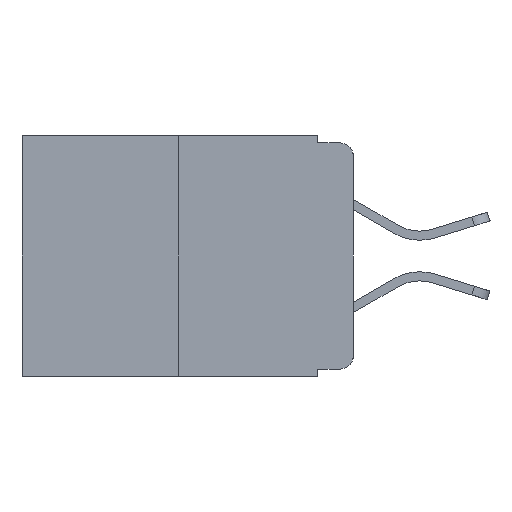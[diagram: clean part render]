
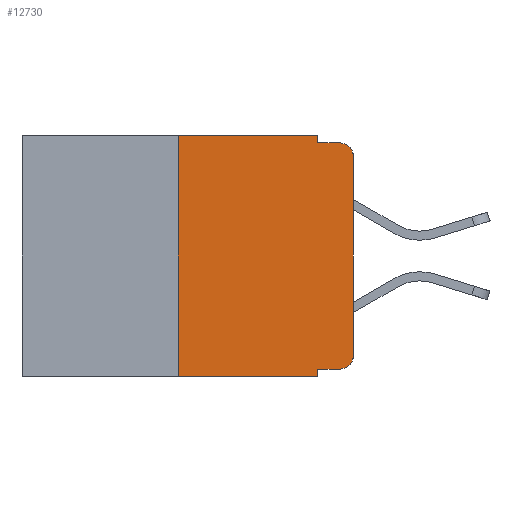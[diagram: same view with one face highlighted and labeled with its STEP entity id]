
A CAD part, left-side view. The second image highlights one B-rep face of the part: STEP entity #12730.
In plain terms, the highlighted planar face has unit normal (-1, 0, 0).
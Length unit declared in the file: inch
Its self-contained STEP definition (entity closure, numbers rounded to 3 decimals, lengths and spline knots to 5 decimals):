
#40 = CARTESIAN_POINT ( 'NONE',  ( 0., 0., 0. ) ) ;
#282 = DIRECTION ( 'NONE',  ( 0., 0., -1. ) ) ;
#933 = CARTESIAN_POINT ( 'NONE',  ( 0., 0.051, -0.01 ) ) ;
#1866 = EDGE_CURVE ( 'NONE', #10057, #2020, #2660, .T. ) ;
#1956 = CARTESIAN_POINT ( 'NONE',  ( 0., 0.02, -0.01 ) ) ;
#2020 = VERTEX_POINT ( 'NONE', #933 ) ;
#2213 = EDGE_CURVE ( 'NONE', #14992, #12928, #7286, .T. ) ;
#2232 = CARTESIAN_POINT ( 'NONE',  ( 0., 0., -0.313 ) ) ;
#2550 = CARTESIAN_POINT ( 'NONE',  ( 0., 0.051, 0. ) ) ;
#2660 = LINE ( 'NONE', #2550, #11929 ) ;
#2717 = CARTESIAN_POINT ( 'NONE',  ( 0., 0.473, -0.343 ) ) ;
#2725 = CARTESIAN_POINT ( 'NONE',  ( 0., 0.02, -0.313 ) ) ;
#2776 = DIRECTION ( 'NONE',  ( -1., 0., 0. ) ) ;
#3717 = CARTESIAN_POINT ( 'NONE',  ( 0., 0.02, -0.03 ) ) ;
#3773 = CARTESIAN_POINT ( 'NONE',  ( 0., 0.25, -0.343 ) ) ;
#4052 = ORIENTED_EDGE ( 'NONE', *, *, #13826, .T. ) ;
#4473 = EDGE_CURVE ( 'NONE', #13242, #12928, #10225, .T. ) ;
#4567 = VERTEX_POINT ( 'NONE', #6495 ) ;
#4750 = LINE ( 'NONE', #5635, #10566 ) ;
#4814 = LINE ( 'NONE', #40, #9843 ) ;
#4924 = ORIENTED_EDGE ( 'NONE', *, *, #2213, .T. ) ;
#5025 = EDGE_CURVE ( 'NONE', #14992, #11976, #14669, .T. ) ;
#5344 = PLANE ( 'NONE',  #6114 ) ;
#5351 = CARTESIAN_POINT ( 'NONE',  ( 0., 0.051, -0.333 ) ) ;
#5511 = LINE ( 'NONE', #8129, #6260 ) ;
#5524 = DIRECTION ( 'NONE',  ( 0., -1., 0. ) ) ;
#5635 = CARTESIAN_POINT ( 'NONE',  ( 0., 0.051, -0.01 ) ) ;
#6050 = DIRECTION ( 'NONE',  ( 0., 0., -1. ) ) ;
#6114 = AXIS2_PLACEMENT_3D ( 'NONE', #9121, #13988, #14207 ) ;
#6260 = VECTOR ( 'NONE', #15433, 39.37008 ) ;
#6325 = ORIENTED_EDGE ( 'NONE', *, *, #1866, .F. ) ;
#6389 = EDGE_CURVE ( 'NONE', #2020, #11580, #4750, .T. ) ;
#6453 = VERTEX_POINT ( 'NONE', #2232 ) ;
#6489 = CARTESIAN_POINT ( 'NONE',  ( 0., 0.25, 0. ) ) ;
#6495 = CARTESIAN_POINT ( 'NONE',  ( 0., 0., -0.03 ) ) ;
#6533 = DIRECTION ( 'NONE',  ( 0., 0., -1. ) ) ;
#7195 = LINE ( 'NONE', #14707, #13739 ) ;
#7286 = LINE ( 'NONE', #2717, #7857 ) ;
#7408 = DIRECTION ( 'NONE',  ( -1., 0., 0. ) ) ;
#7686 = AXIS2_PLACEMENT_3D ( 'NONE', #2725, #2776, #6533 ) ;
#7762 = DIRECTION ( 'NONE',  ( 0., 0., 1. ) ) ;
#7857 = VECTOR ( 'NONE', #12641, 39.37008 ) ;
#8121 = VECTOR ( 'NONE', #282, 39.37008 ) ;
#8129 = CARTESIAN_POINT ( 'NONE',  ( 0., 0.051, -0.333 ) ) ;
#8599 = CARTESIAN_POINT ( 'NONE',  ( 0., 0.051, 0. ) ) ;
#8620 = DIRECTION ( 'NONE',  ( 0., 0., 1. ) ) ;
#8788 = ORIENTED_EDGE ( 'NONE', *, *, #9394, .F. ) ;
#8799 = AXIS2_PLACEMENT_3D ( 'NONE', #3717, #7408, #12376 ) ;
#9051 = ORIENTED_EDGE ( 'NONE', *, *, #9120, .T. ) ;
#9083 = CARTESIAN_POINT ( 'NONE',  ( 0., 0.051, 0. ) ) ;
#9120 = EDGE_CURVE ( 'NONE', #4567, #11580, #15717, .T. ) ;
#9121 = CARTESIAN_POINT ( 'NONE',  ( 0., 0.473, 0. ) ) ;
#9394 = EDGE_CURVE ( 'NONE', #11976, #10057, #7195, .T. ) ;
#9453 = ORIENTED_EDGE ( 'NONE', *, *, #6389, .F. ) ;
#9843 = VECTOR ( 'NONE', #8620, 39.37008 ) ;
#9977 = EDGE_LOOP ( 'NONE', ( #4052, #9051, #9453, #6325, #8788, #11367, #4924, #13256, #14595, #14312 ) ) ;
#10057 = VERTEX_POINT ( 'NONE', #8599 ) ;
#10225 = LINE ( 'NONE', #9083, #8121 ) ;
#10566 = VECTOR ( 'NONE', #5524, 39.37008 ) ;
#11367 = ORIENTED_EDGE ( 'NONE', *, *, #5025, .F. ) ;
#11580 = VERTEX_POINT ( 'NONE', #1956 ) ;
#11627 = CIRCLE ( 'NONE', #7686, 0.02 ) ;
#11633 = EDGE_CURVE ( 'NONE', #13242, #13003, #5511, .T. ) ;
#11929 = VECTOR ( 'NONE', #6050, 39.37008 ) ;
#11976 = VERTEX_POINT ( 'NONE', #6489 ) ;
#12004 = DIRECTION ( 'NONE',  ( 0., -1., 0. ) ) ;
#12376 = DIRECTION ( 'NONE',  ( 0., 0., -1. ) ) ;
#12641 = DIRECTION ( 'NONE',  ( 0., -1., 0. ) ) ;
#12730 = ADVANCED_FACE ( 'NONE', ( #13569 ), #5344, .F. ) ;
#12928 = VERTEX_POINT ( 'NONE', #15535 ) ;
#13003 = VERTEX_POINT ( 'NONE', #14501 ) ;
#13242 = VERTEX_POINT ( 'NONE', #5351 ) ;
#13256 = ORIENTED_EDGE ( 'NONE', *, *, #4473, .F. ) ;
#13308 = EDGE_CURVE ( 'NONE', #13003, #6453, #11627, .T. ) ;
#13569 = FACE_OUTER_BOUND ( 'NONE', #9977, .T. ) ;
#13739 = VECTOR ( 'NONE', #12004, 39.37008 ) ;
#13826 = EDGE_CURVE ( 'NONE', #6453, #4567, #4814, .T. ) ;
#13902 = VECTOR ( 'NONE', #7762, 39.37008 ) ;
#13988 = DIRECTION ( 'NONE',  ( 1., 0., 0. ) ) ;
#14207 = DIRECTION ( 'NONE',  ( 0., 0., -1. ) ) ;
#14312 = ORIENTED_EDGE ( 'NONE', *, *, #13308, .T. ) ;
#14501 = CARTESIAN_POINT ( 'NONE',  ( 0., 0.02, -0.333 ) ) ;
#14595 = ORIENTED_EDGE ( 'NONE', *, *, #11633, .T. ) ;
#14669 = LINE ( 'NONE', #15057, #13902 ) ;
#14707 = CARTESIAN_POINT ( 'NONE',  ( 0., 0.473, 0. ) ) ;
#14992 = VERTEX_POINT ( 'NONE', #3773 ) ;
#15057 = CARTESIAN_POINT ( 'NONE',  ( 0., 0.25, 0. ) ) ;
#15433 = DIRECTION ( 'NONE',  ( 0., -1., 0. ) ) ;
#15535 = CARTESIAN_POINT ( 'NONE',  ( 0., 0.051, -0.343 ) ) ;
#15717 = CIRCLE ( 'NONE', #8799, 0.02 ) ;
